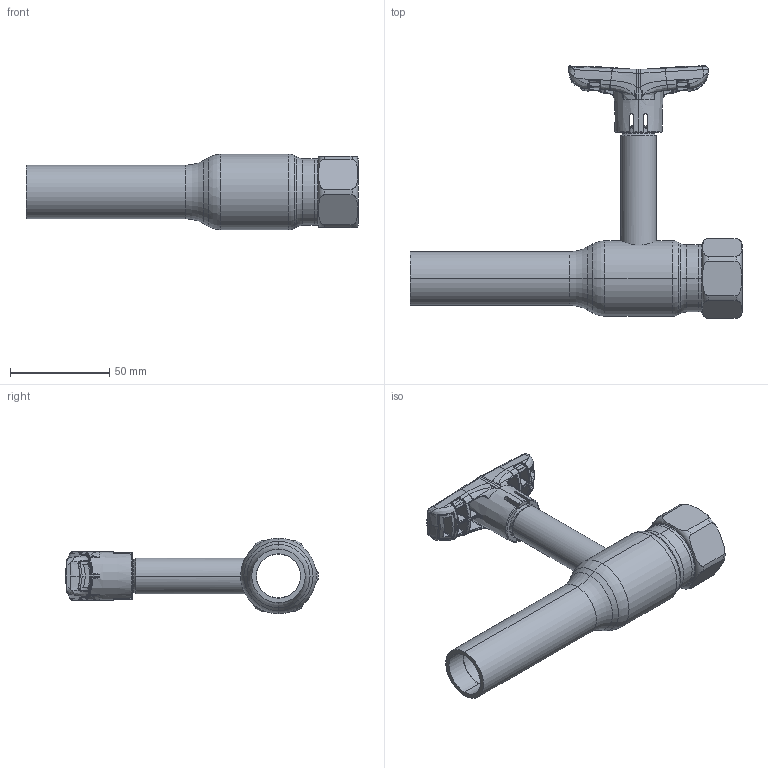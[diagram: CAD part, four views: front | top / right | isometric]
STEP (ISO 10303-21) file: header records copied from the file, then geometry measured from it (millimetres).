
FILE_DESCRIPTION (( 'STEP AP214' ), '1' );
FILE_NAME ('1020003601-2401.step', '2023-09-14T10:16:37', ( '' ), ( '' ), 'SwSTEP 2.0', 'SolidWorks 2021', '' );
FILE_SCHEMA (( 'AUTOMOTIVE_DESIGN' ));
Length unit declared in the file: millimetre
Products named in the file (1): 1020003601-2401
Bounding box: 167 x 126.98 x 38 mm (x, y, z)
Surface area: 37235 mm2 (no closed solid volume)
Topology: 0 solids, 5 shells, 622 faces, 1910 edges, 1210 vertices
Faces by surface type: bspline 484, plane 53, cylinder 40, torus 23, cone 19, sphere 3
Entity records: 49973 total; most frequent: CARTESIAN_POINT 30692, ORIENTED_EDGE 3225, EDGE_CURVE 1908, B_SPLINE_CURVE_WITH_KNOTS 1340, DIRECTION 1260, VERTEX_POINT 1210, EDGE_LOOP 630, UNCERTAINTY_MEASURE_WITH_UNIT 624
